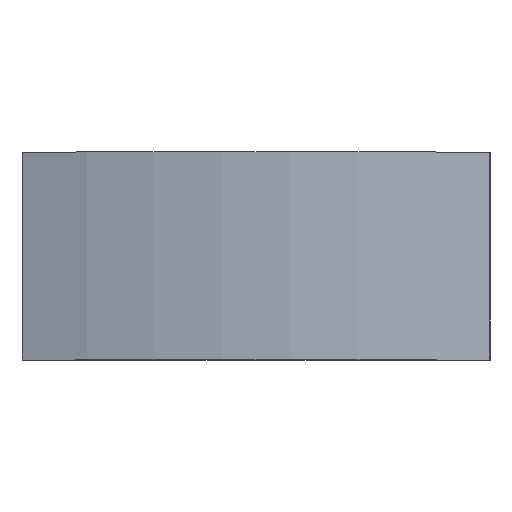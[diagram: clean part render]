
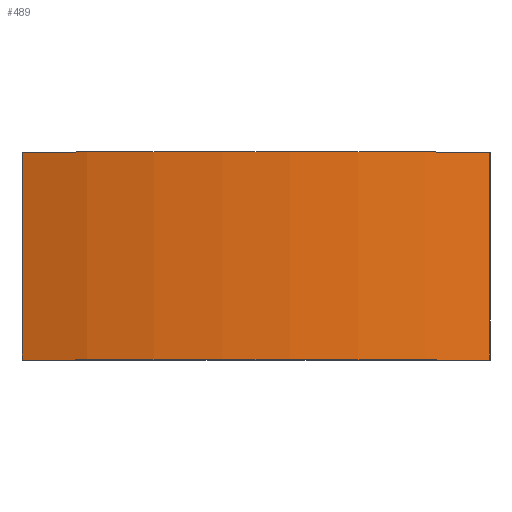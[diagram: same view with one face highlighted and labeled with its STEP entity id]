
A CAD part, top view. The second image highlights one B-rep face of the part: STEP entity #489.
In plain terms, the highlighted cylindrical face has radius 130.562 mm (diameter 261.125 mm), a partial arc.
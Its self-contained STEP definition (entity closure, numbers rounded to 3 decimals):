
#16=CYLINDRICAL_SURFACE('',#534,130.563);
#31=CIRCLE('',#535,130.563);
#32=CIRCLE('',#536,130.563);
#53=FACE_OUTER_BOUND('',#80,.T.);
#80=EDGE_LOOP('',(#423,#424,#425,#426));
#139=LINE('',#786,#196);
#143=LINE('',#793,#200);
#196=VECTOR('',#647,10.);
#200=VECTOR('',#653,10.);
#243=VERTEX_POINT('',#783);
#244=VERTEX_POINT('',#785);
#245=VERTEX_POINT('',#789);
#246=VERTEX_POINT('',#791);
#307=EDGE_CURVE('',#243,#244,#139,.T.);
#311=EDGE_CURVE('',#245,#246,#143,.T.);
#312=EDGE_CURVE('',#243,#245,#31,.T.);
#313=EDGE_CURVE('',#244,#246,#32,.T.);
#423=ORIENTED_EDGE('',*,*,#312,.T.);
#424=ORIENTED_EDGE('',*,*,#311,.T.);
#425=ORIENTED_EDGE('',*,*,#313,.F.);
#426=ORIENTED_EDGE('',*,*,#307,.F.);
#489=ADVANCED_FACE('',(#53),#16,.T.);
#534=AXIS2_PLACEMENT_3D('',#794,#654,#655);
#535=AXIS2_PLACEMENT_3D('',#795,#656,#657);
#536=AXIS2_PLACEMENT_3D('',#796,#658,#659);
#647=DIRECTION('',(0.,1.,0.));
#653=DIRECTION('',(0.,1.,0.));
#654=DIRECTION('center_axis',(0.,1.,0.));
#655=DIRECTION('ref_axis',(-0.345,0.,0.939));
#656=DIRECTION('center_axis',(0.,1.,0.));
#657=DIRECTION('ref_axis',(-0.345,0.,0.939));
#658=DIRECTION('center_axis',(0.,1.,0.));
#659=DIRECTION('ref_axis',(-0.345,0.,0.939));
#783=CARTESIAN_POINT('',(-90.,0.,0.));
#785=CARTESIAN_POINT('',(-90.,40.,0.));
#786=CARTESIAN_POINT('',(-90.,0.,0.));
#789=CARTESIAN_POINT('',(0.,0.,0.));
#791=CARTESIAN_POINT('',(0.,40.,0.));
#793=CARTESIAN_POINT('',(0.,0.,0.));
#794=CARTESIAN_POINT('Origin',(-45.,0.,-122.563));
#795=CARTESIAN_POINT('Origin',(-45.,0.,-122.563));
#796=CARTESIAN_POINT('Origin',(-45.,40.,-122.563));
